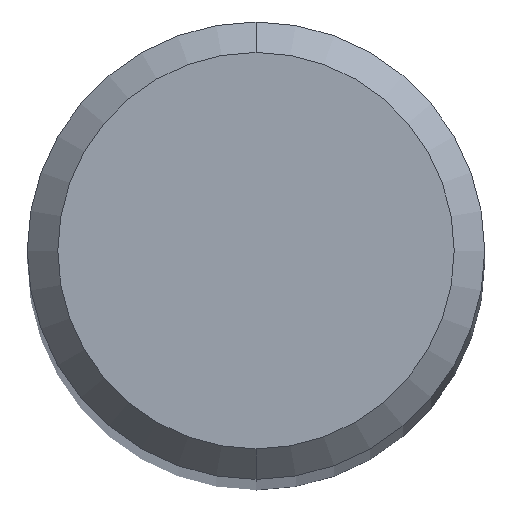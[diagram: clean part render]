
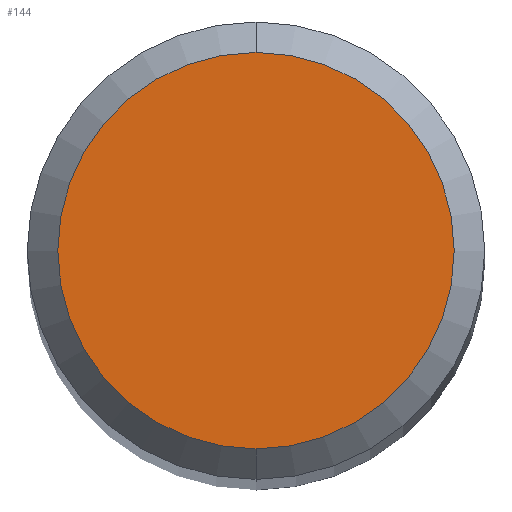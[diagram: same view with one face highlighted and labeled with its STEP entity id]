
A CAD part, top view. The second image highlights one B-rep face of the part: STEP entity #144.
In plain terms, the highlighted planar face has unit normal (0, 0, 1).
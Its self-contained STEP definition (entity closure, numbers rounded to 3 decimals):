
#136=VERTEX_POINT('',#279);
#144=ADVANCED_FACE('',(#287),#288,.T.);
#146=VERTEX_POINT('',#290);
#190=EDGE_CURVE('',#146,#136,#340,.T.);
#202=EDGE_CURVE('',#136,#146,#355,.T.);
#279=CARTESIAN_POINT('',(0.,-2.6,0.0));
#287=FACE_OUTER_BOUND('',#450,.T.);
#288=PLANE('',#451);
#290=CARTESIAN_POINT('',(0.0,2.6,0.0));
#340=CIRCLE('',#512,2.6);
#355=CIRCLE('',#529,2.6);
#450=EDGE_LOOP('',(#616,#617));
#451=AXIS2_PLACEMENT_3D('',#618,#619,#620);
#512=AXIS2_PLACEMENT_3D('',#684,#685,#686);
#529=AXIS2_PLACEMENT_3D('',#706,#707,#708);
#616=ORIENTED_EDGE('',*,*,#190,.F.);
#617=ORIENTED_EDGE('',*,*,#202,.F.);
#618=CARTESIAN_POINT('',(0.0,1.3,0.0));
#619=DIRECTION('',(-0.0,0.0,1.0));
#620=DIRECTION('',(0.0,-1.0,0.0));
#684=CARTESIAN_POINT('',(0.0,0.0,0.0));
#685=DIRECTION('',(0.0,0.0,-1.0));
#686=DIRECTION('',(0.0,1.0,0.0));
#706=CARTESIAN_POINT('',(0.0,0.0,0.0));
#707=DIRECTION('',(0.0,0.0,-1.0));
#708=DIRECTION('',(0.0,1.0,0.0));
